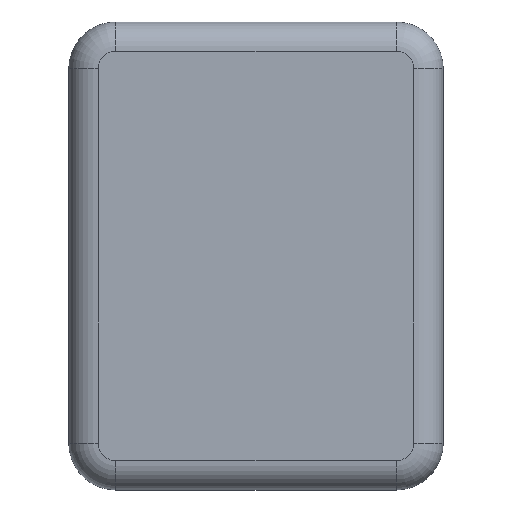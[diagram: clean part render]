
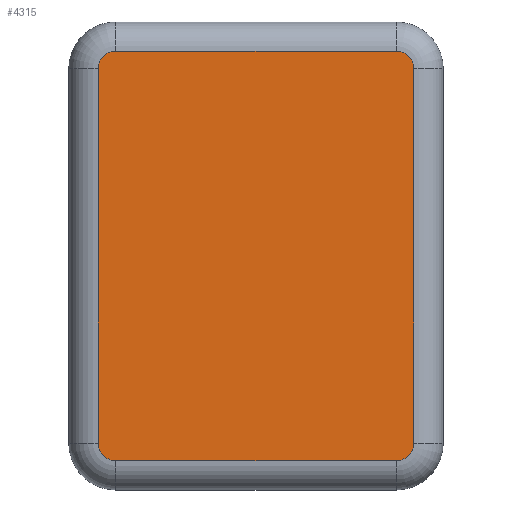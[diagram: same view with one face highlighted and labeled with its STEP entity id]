
A CAD part, top view. The second image highlights one B-rep face of the part: STEP entity #4315.
In plain terms, the highlighted planar face has unit normal (0, 0, 1).
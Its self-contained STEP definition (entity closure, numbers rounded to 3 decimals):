
#1 = DIRECTION ( 'NONE',  ( 1., 0., 0. ) ) ;
#193 = EDGE_CURVE ( 'NONE', #1157, #2574, #8385, .T. ) ;
#352 = VECTOR ( 'NONE', #8702, 1000. ) ;
#669 = DIRECTION ( 'NONE',  ( 0., 0., 1. ) ) ;
#690 = VERTEX_POINT ( 'NONE', #4985 ) ;
#757 = DIRECTION ( 'NONE',  ( -1., 0., 0. ) ) ;
#797 = EDGE_CURVE ( 'NONE', #2332, #1157, #3402, .T. ) ;
#931 = CARTESIAN_POINT ( 'NONE',  ( -12., 17.5, 4. ) ) ;
#1044 = CIRCLE ( 'NONE', #5424, 1.5 ) ;
#1154 = CARTESIAN_POINT ( 'NONE',  ( 0., 0., 4. ) ) ;
#1157 = VERTEX_POINT ( 'NONE', #3325 ) ;
#1288 = EDGE_CURVE ( 'NONE', #690, #2332, #8474, .T. ) ;
#1354 = ORIENTED_EDGE ( 'NONE', *, *, #1288, .T. ) ;
#1464 = FACE_OUTER_BOUND ( 'NONE', #3473, .T. ) ;
#1579 = VECTOR ( 'NONE', #1, 1000. ) ;
#1621 = DIRECTION ( 'NONE',  ( 0., 0., 1. ) ) ;
#1647 = CARTESIAN_POINT ( 'NONE',  ( 13.5, 0., 4. ) ) ;
#1741 = VECTOR ( 'NONE', #2311, 1000. ) ;
#1796 = PLANE ( 'NONE',  #7452 ) ;
#1862 = CARTESIAN_POINT ( 'NONE',  ( -13.5, -16., 4. ) ) ;
#1869 = EDGE_CURVE ( 'NONE', #3099, #6585, #4363, .T. ) ;
#1961 = VERTEX_POINT ( 'NONE', #6736 ) ;
#2028 = CARTESIAN_POINT ( 'NONE',  ( 12., 16., 4. ) ) ;
#2062 = DIRECTION ( 'NONE',  ( -1., 0., 0. ) ) ;
#2106 = VERTEX_POINT ( 'NONE', #931 ) ;
#2125 = CARTESIAN_POINT ( 'NONE',  ( 12., -16., 4. ) ) ;
#2311 = DIRECTION ( 'NONE',  ( 0., 1., 0. ) ) ;
#2332 = VERTEX_POINT ( 'NONE', #6102 ) ;
#2574 = VERTEX_POINT ( 'NONE', #3001 ) ;
#2747 = ORIENTED_EDGE ( 'NONE', *, *, #3468, .T. ) ;
#2925 = CARTESIAN_POINT ( 'NONE',  ( -12., -16., 4. ) ) ;
#3001 = CARTESIAN_POINT ( 'NONE',  ( 12., 17.5, 4. ) ) ;
#3099 = VERTEX_POINT ( 'NONE', #1862 ) ;
#3325 = CARTESIAN_POINT ( 'NONE',  ( 13.5, 16., 4. ) ) ;
#3402 = LINE ( 'NONE', #1647, #1741 ) ;
#3468 = EDGE_CURVE ( 'NONE', #2106, #1961, #1044, .T. ) ;
#3473 = EDGE_LOOP ( 'NONE', ( #7144, #1354, #8434, #5498, #6240, #2747, #8985, #6052 ) ) ;
#3490 = LINE ( 'NONE', #6593, #7175 ) ;
#3843 = DIRECTION ( 'NONE',  ( 0., 0., -1. ) ) ;
#4175 = LINE ( 'NONE', #8785, #352 ) ;
#4193 = CARTESIAN_POINT ( 'NONE',  ( 0., -17.5, 4. ) ) ;
#4242 = DIRECTION ( 'NONE',  ( -1., 0., 0. ) ) ;
#4315 = ADVANCED_FACE ( 'NONE', ( #1464 ), #1796, .F. ) ;
#4363 = CIRCLE ( 'NONE', #6452, 1.5 ) ;
#4477 = AXIS2_PLACEMENT_3D ( 'NONE', #2125, #7679, #4242 ) ;
#4509 = EDGE_CURVE ( 'NONE', #6585, #690, #5090, .T. ) ;
#4985 = CARTESIAN_POINT ( 'NONE',  ( 12., -17.5, 4. ) ) ;
#4990 = EDGE_CURVE ( 'NONE', #1961, #3099, #4175, .T. ) ;
#5020 = CARTESIAN_POINT ( 'NONE',  ( -12., -17.5, 4. ) ) ;
#5090 = LINE ( 'NONE', #4193, #1579 ) ;
#5424 = AXIS2_PLACEMENT_3D ( 'NONE', #8561, #1621, #7070 ) ;
#5498 = ORIENTED_EDGE ( 'NONE', *, *, #193, .T. ) ;
#6052 = ORIENTED_EDGE ( 'NONE', *, *, #1869, .T. ) ;
#6102 = CARTESIAN_POINT ( 'NONE',  ( 13.5, -16., 4. ) ) ;
#6240 = ORIENTED_EDGE ( 'NONE', *, *, #7068, .T. ) ;
#6452 = AXIS2_PLACEMENT_3D ( 'NONE', #2925, #6965, #757 ) ;
#6585 = VERTEX_POINT ( 'NONE', #5020 ) ;
#6593 = CARTESIAN_POINT ( 'NONE',  ( 0., 17.5, 4. ) ) ;
#6663 = DIRECTION ( 'NONE',  ( -1., 0., 0. ) ) ;
#6736 = CARTESIAN_POINT ( 'NONE',  ( -13.5, 16., 4. ) ) ;
#6965 = DIRECTION ( 'NONE',  ( 0., 0., 1. ) ) ;
#7068 = EDGE_CURVE ( 'NONE', #2574, #2106, #3490, .T. ) ;
#7070 = DIRECTION ( 'NONE',  ( -1., 0., 0. ) ) ;
#7144 = ORIENTED_EDGE ( 'NONE', *, *, #4509, .T. ) ;
#7175 = VECTOR ( 'NONE', #7298, 1000. ) ;
#7200 = AXIS2_PLACEMENT_3D ( 'NONE', #2028, #669, #2062 ) ;
#7298 = DIRECTION ( 'NONE',  ( -1., 0., 0. ) ) ;
#7452 = AXIS2_PLACEMENT_3D ( 'NONE', #1154, #3843, #6663 ) ;
#7679 = DIRECTION ( 'NONE',  ( 0., 0., 1. ) ) ;
#8385 = CIRCLE ( 'NONE', #7200, 1.5 ) ;
#8434 = ORIENTED_EDGE ( 'NONE', *, *, #797, .T. ) ;
#8474 = CIRCLE ( 'NONE', #4477, 1.5 ) ;
#8561 = CARTESIAN_POINT ( 'NONE',  ( -12., 16., 4. ) ) ;
#8702 = DIRECTION ( 'NONE',  ( 0., -1., 0. ) ) ;
#8785 = CARTESIAN_POINT ( 'NONE',  ( -13.5, 0., 4. ) ) ;
#8985 = ORIENTED_EDGE ( 'NONE', *, *, #4990, .T. ) ;
